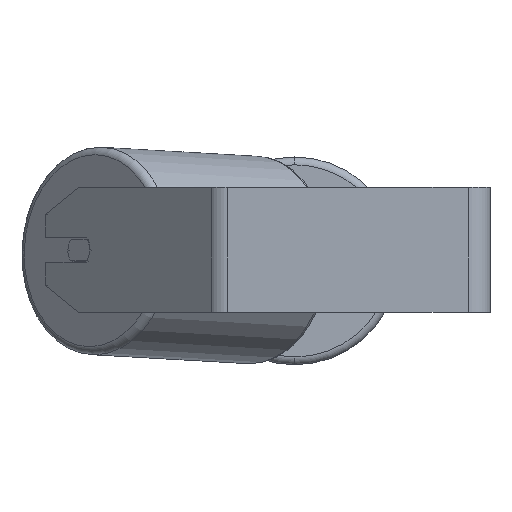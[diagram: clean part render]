
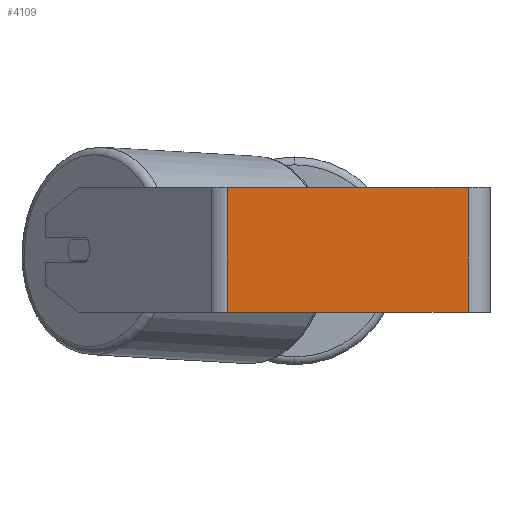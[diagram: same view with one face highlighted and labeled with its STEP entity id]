
A CAD part, left-side view. The second image highlights one B-rep face of the part: STEP entity #4109.
In plain terms, the highlighted planar face has unit normal (-1, 0, 0).
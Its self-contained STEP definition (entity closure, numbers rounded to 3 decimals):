
#144 = CARTESIAN_POINT ( 'NONE',  ( -330., 168.174, 40. ) ) ;
#155 = LINE ( 'NONE', #3397, #909 ) ;
#795 = CARTESIAN_POINT ( 'NONE',  ( -330., 168.174, 40. ) ) ;
#834 = VERTEX_POINT ( 'NONE', #3986 ) ;
#909 = VECTOR ( 'NONE', #2194, 1000. ) ;
#993 = EDGE_CURVE ( 'NONE', #5128, #5582, #6425, .T. ) ;
#1019 = VECTOR ( 'NONE', #3394, 1000. ) ;
#2194 = DIRECTION ( 'NONE',  ( 0., 0., -1. ) ) ;
#2212 = VECTOR ( 'NONE', #6338, 1000. ) ;
#2347 = CARTESIAN_POINT ( 'NONE',  ( -330., 173.973, -40. ) ) ;
#2450 = EDGE_CURVE ( 'NONE', #5128, #834, #6637, .T. ) ;
#2474 = DIRECTION ( 'NONE',  ( 0., -1., 0. ) ) ;
#2827 = VECTOR ( 'NONE', #2474, 1000. ) ;
#3220 = AXIS2_PLACEMENT_3D ( 'NONE', #8312, #7678, #6267 ) ;
#3394 = DIRECTION ( 'NONE',  ( 0., 0., -1. ) ) ;
#3397 = CARTESIAN_POINT ( 'NONE',  ( -330., 14., 40. ) ) ;
#3649 = CARTESIAN_POINT ( 'NONE',  ( -330., 173.973, 40. ) ) ;
#3985 = ORIENTED_EDGE ( 'NONE', *, *, #993, .F. ) ;
#3986 = CARTESIAN_POINT ( 'NONE',  ( -330., 168.174, -40. ) ) ;
#4109 = ADVANCED_FACE ( 'NONE', ( #6438 ), #6352, .F. ) ;
#4491 = ORIENTED_EDGE ( 'NONE', *, *, #2450, .T. ) ;
#4683 = EDGE_CURVE ( 'NONE', #5582, #6499, #155, .T. ) ;
#4862 = ORIENTED_EDGE ( 'NONE', *, *, #4683, .F. ) ;
#5119 = EDGE_LOOP ( 'NONE', ( #6271, #4862, #3985, #4491 ) ) ;
#5128 = VERTEX_POINT ( 'NONE', #144 ) ;
#5582 = VERTEX_POINT ( 'NONE', #5698 ) ;
#5698 = CARTESIAN_POINT ( 'NONE',  ( -330., 14., 40. ) ) ;
#6267 = DIRECTION ( 'NONE',  ( 0., 0., -1. ) ) ;
#6271 = ORIENTED_EDGE ( 'NONE', *, *, #6311, .T. ) ;
#6311 = EDGE_CURVE ( 'NONE', #834, #6499, #7513, .T. ) ;
#6338 = DIRECTION ( 'NONE',  ( 0., -1., 0. ) ) ;
#6352 = PLANE ( 'NONE',  #3220 ) ;
#6425 = LINE ( 'NONE', #3649, #2212 ) ;
#6438 = FACE_OUTER_BOUND ( 'NONE', #5119, .T. ) ;
#6499 = VERTEX_POINT ( 'NONE', #6661 ) ;
#6637 = LINE ( 'NONE', #795, #1019 ) ;
#6661 = CARTESIAN_POINT ( 'NONE',  ( -330., 14., -40. ) ) ;
#7513 = LINE ( 'NONE', #2347, #2827 ) ;
#7678 = DIRECTION ( 'NONE',  ( 1., 0., 0. ) ) ;
#8312 = CARTESIAN_POINT ( 'NONE',  ( -330., 173.973, 40. ) ) ;
